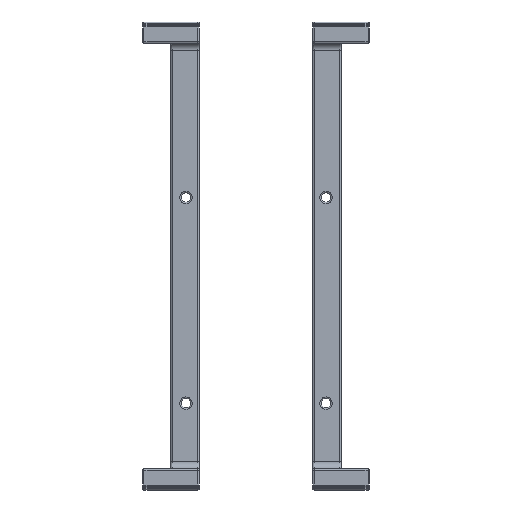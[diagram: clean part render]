
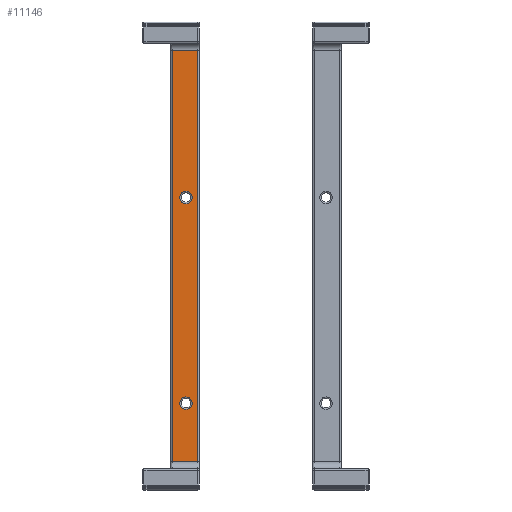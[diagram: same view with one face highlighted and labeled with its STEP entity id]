
A CAD part, front view. The second image highlights one B-rep face of the part: STEP entity #11146.
In plain terms, the highlighted planar face has unit normal (0, -1, 0).
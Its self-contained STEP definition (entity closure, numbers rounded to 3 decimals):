
#391=CIRCLE('',#11706,1.75);
#395=CIRCLE('',#11711,1.75);
#746=FACE_BOUND('',#2277,.T.);
#747=FACE_BOUND('',#2278,.T.);
#1585=FACE_OUTER_BOUND('',#2276,.T.);
#2276=EDGE_LOOP('',(#8816,#8817,#8818,#8819));
#2277=EDGE_LOOP('',(#8820));
#2278=EDGE_LOOP('',(#8821));
#3116=LINE('',#20000,#4020);
#3117=LINE('',#20002,#4021);
#3118=LINE('',#20004,#4022);
#3119=LINE('',#20005,#4023);
#4020=VECTOR('',#13233,10.);
#4021=VECTOR('',#13234,10.);
#4022=VECTOR('',#13235,10.);
#4023=VECTOR('',#13236,10.);
#5060=VERTEX_POINT('',#19990);
#5063=VERTEX_POINT('',#19998);
#5064=VERTEX_POINT('',#19999);
#5065=VERTEX_POINT('',#20001);
#5066=VERTEX_POINT('',#20003);
#5067=VERTEX_POINT('',#20006);
#6376=EDGE_CURVE('',#5060,#5060,#391,.T.);
#6380=EDGE_CURVE('',#5063,#5064,#3116,.T.);
#6381=EDGE_CURVE('',#5065,#5063,#3117,.T.);
#6382=EDGE_CURVE('',#5066,#5065,#3118,.T.);
#6383=EDGE_CURVE('',#5064,#5066,#3119,.T.);
#6384=EDGE_CURVE('',#5067,#5067,#395,.T.);
#8816=ORIENTED_EDGE('',*,*,#6380,.F.);
#8817=ORIENTED_EDGE('',*,*,#6381,.F.);
#8818=ORIENTED_EDGE('',*,*,#6382,.F.);
#8819=ORIENTED_EDGE('',*,*,#6383,.F.);
#8820=ORIENTED_EDGE('',*,*,#6384,.F.);
#8821=ORIENTED_EDGE('',*,*,#6376,.F.);
#10739=PLANE('',#11710);
#11146=ADVANCED_FACE('',(#1585,#746,#747),#10739,.T.);
#11706=AXIS2_PLACEMENT_3D('',#19991,#13223,#13224);
#11710=AXIS2_PLACEMENT_3D('',#19997,#13231,#13232);
#11711=AXIS2_PLACEMENT_3D('',#20007,#13237,#13238);
#13223=DIRECTION('center_axis',(0.,-1.,0.));
#13224=DIRECTION('ref_axis',(0.,0.,1.));
#13231=DIRECTION('center_axis',(0.,-1.,0.));
#13232=DIRECTION('ref_axis',(0.,0.,-1.));
#13233=DIRECTION('',(0.,0.,-1.));
#13234=DIRECTION('',(1.,0.,0.));
#13235=DIRECTION('',(0.,0.,1.));
#13236=DIRECTION('',(-1.,0.,0.));
#13237=DIRECTION('center_axis',(0.,-1.,0.));
#13238=DIRECTION('ref_axis',(0.,0.,1.));
#19990=CARTESIAN_POINT('',(4.25,-10.6,-43.25));
#19991=CARTESIAN_POINT('Origin',(4.25,-10.6,-41.5));
#19997=CARTESIAN_POINT('Origin',(0.,-10.6,60.));
#19998=CARTESIAN_POINT('',(7.6,-10.6,58.));
#19999=CARTESIAN_POINT('',(7.6,-10.6,-58.));
#20000=CARTESIAN_POINT('',(7.6,-10.6,30.));
#20001=CARTESIAN_POINT('',(0.4,-10.6,58.));
#20002=CARTESIAN_POINT('',(0.,-10.6,58.));
#20003=CARTESIAN_POINT('',(0.4,-10.6,-58.));
#20004=CARTESIAN_POINT('',(0.4,-10.6,30.));
#20005=CARTESIAN_POINT('',(0.,-10.6,-58.));
#20006=CARTESIAN_POINT('',(4.25,-10.6,14.75));
#20007=CARTESIAN_POINT('Origin',(4.25,-10.6,16.5));
